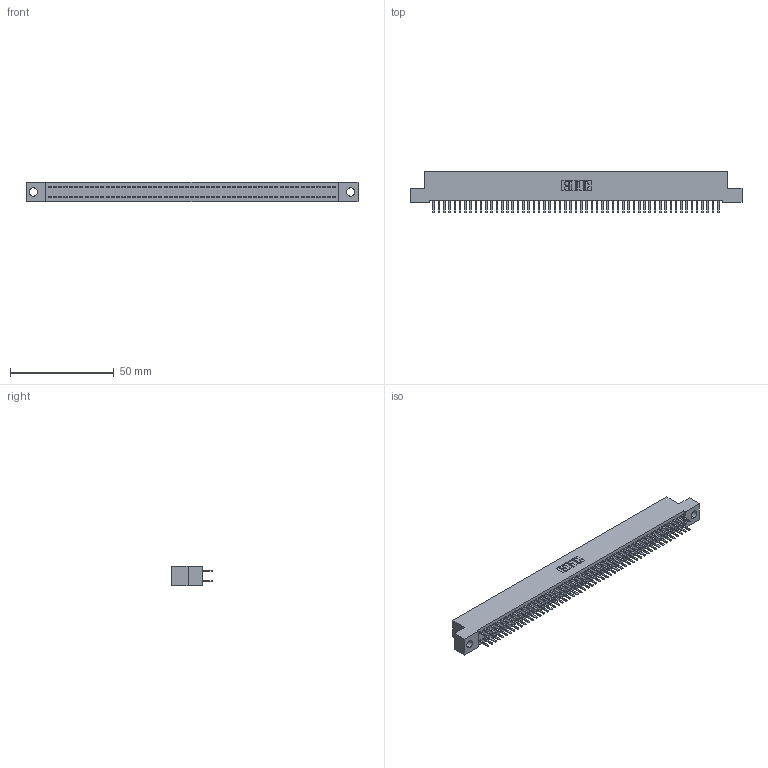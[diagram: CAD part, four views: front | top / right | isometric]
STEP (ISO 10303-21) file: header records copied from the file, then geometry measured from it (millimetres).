
FILE_DESCRIPTION (( 'STEP AP203' ), '1' );
FILE_NAME ('342-110-520-204.STEP', '2018-08-14T11:18:41', ( '' ), ( '' ), 'SwSTEP 2.0', 'SolidWorks 2016', '' );
FILE_SCHEMA (( 'CONFIG_CONTROL_DESIGN' ));
Length unit declared in the file: inch
Products named in the file (3): 342 Part_.156 TH; 345-292-001_345-293-120; 342-110-520-204
Assembly tree (111 placements, depth 2):
  342-110-520-204
    342 Part_.156 TH
    345-292-001_345-293-120  x110
Bounding box: 160.02 x 20.02 x 9.4 mm (x, y, z)
Volume: 14303.9 mm3; surface area: 23313.6 mm2
Topology: 111 solids, 111 shells, 6270 faces, 18229 edges, 11858 vertices
Faces by surface type: plane 4246, cylinder 2024
Entity records: 33687 total; most frequent: CARTESIAN_POINT 5578, ORIENTED_EDGE 5502, DIRECTION 4731, EDGE_CURVE 2751, LINE 2619, VECTOR 2619, VERTEX_POINT 1830, AXIS2_PLACEMENT_3D 1056
